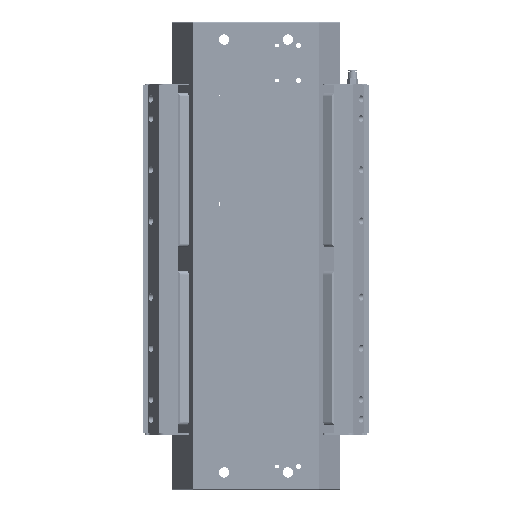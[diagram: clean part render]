
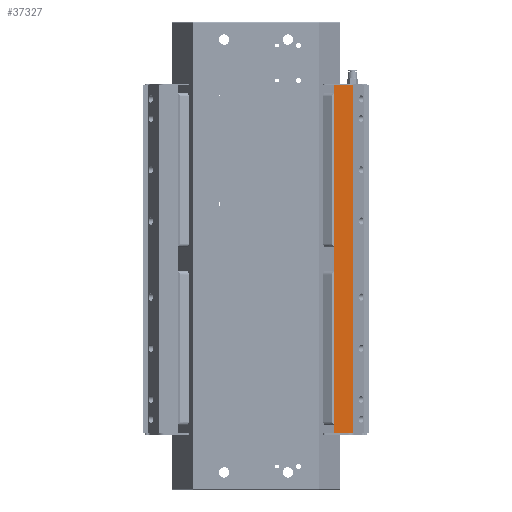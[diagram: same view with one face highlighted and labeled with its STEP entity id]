
A CAD part, front view. The second image highlights one B-rep face of the part: STEP entity #37327.
In plain terms, the highlighted planar face has unit normal (0, -1, 0).
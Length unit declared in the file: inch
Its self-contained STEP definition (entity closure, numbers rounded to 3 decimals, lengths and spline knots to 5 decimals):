
#998 = EDGE_LOOP ( 'NONE', ( #34837, #24100, #29236, #19581 ) ) ;
#2035 = LINE ( 'NONE', #41549, #36180 ) ;
#4634 = CARTESIAN_POINT ( 'NONE',  ( 3.31162, 0.07874, 6. ) ) ;
#5421 = FACE_OUTER_BOUND ( 'NONE', #998, .T. ) ;
#6240 = DIRECTION ( 'NONE',  ( -1., 0., 0. ) ) ;
#6241 = VECTOR ( 'NONE', #56519, 39.37008 ) ;
#7809 = VERTEX_POINT ( 'NONE', #26990 ) ;
#7860 = DIRECTION ( 'NONE',  ( 1., 0., 0. ) ) ;
#13698 = EDGE_CURVE ( 'NONE', #7809, #51182, #44162, .T. ) ;
#15072 = CARTESIAN_POINT ( 'NONE',  ( 2.67076, 0.07874, -5.9375 ) ) ;
#18311 = DIRECTION ( 'NONE',  ( 0., 1., 0. ) ) ;
#19171 = CARTESIAN_POINT ( 'NONE',  ( 2.67076, 0.07874, 5.9375 ) ) ;
#19581 = ORIENTED_EDGE ( 'NONE', *, *, #13698, .F. ) ;
#19690 = LINE ( 'NONE', #54672, #41408 ) ;
#23512 = VERTEX_POINT ( 'NONE', #15072 ) ;
#23556 = CARTESIAN_POINT ( 'NONE',  ( 3.31162, 0.07874, -5.9375 ) ) ;
#24100 = ORIENTED_EDGE ( 'NONE', *, *, #53638, .T. ) ;
#24508 = AXIS2_PLACEMENT_3D ( 'NONE', #27451, #18311, #6240 ) ;
#26990 = CARTESIAN_POINT ( 'NONE',  ( 3.31162, 0.07874, 5.9375 ) ) ;
#27451 = CARTESIAN_POINT ( 'NONE',  ( 3.31162, 0.07874, 6. ) ) ;
#29236 = ORIENTED_EDGE ( 'NONE', *, *, #46228, .F. ) ;
#29663 = CARTESIAN_POINT ( 'NONE',  ( 2.67076, 0.07874, 5.9375 ) ) ;
#30783 = EDGE_CURVE ( 'NONE', #46608, #7809, #45988, .T. ) ;
#32396 = DIRECTION ( 'NONE',  ( -1., 0., 0. ) ) ;
#33465 = DIRECTION ( 'NONE',  ( 0., 0., -1. ) ) ;
#34681 = VECTOR ( 'NONE', #7860, 39.37008 ) ;
#34837 = ORIENTED_EDGE ( 'NONE', *, *, #30783, .F. ) ;
#36180 = VECTOR ( 'NONE', #32396, 39.37008 ) ;
#37327 = ADVANCED_FACE ( 'NONE', ( #5421 ), #45482, .F. ) ;
#41408 = VECTOR ( 'NONE', #33465, 39.37008 ) ;
#41549 = CARTESIAN_POINT ( 'NONE',  ( 3.31162, 0.07874, -5.9375 ) ) ;
#44162 = LINE ( 'NONE', #4634, #6241 ) ;
#45482 = PLANE ( 'NONE',  #24508 ) ;
#45988 = LINE ( 'NONE', #29663, #34681 ) ;
#46228 = EDGE_CURVE ( 'NONE', #51182, #23512, #2035, .T. ) ;
#46608 = VERTEX_POINT ( 'NONE', #19171 ) ;
#51182 = VERTEX_POINT ( 'NONE', #23556 ) ;
#53638 = EDGE_CURVE ( 'NONE', #46608, #23512, #19690, .T. ) ;
#54672 = CARTESIAN_POINT ( 'NONE',  ( 2.67076, 0.07874, 6. ) ) ;
#56519 = DIRECTION ( 'NONE',  ( 0., 0., -1. ) ) ;
